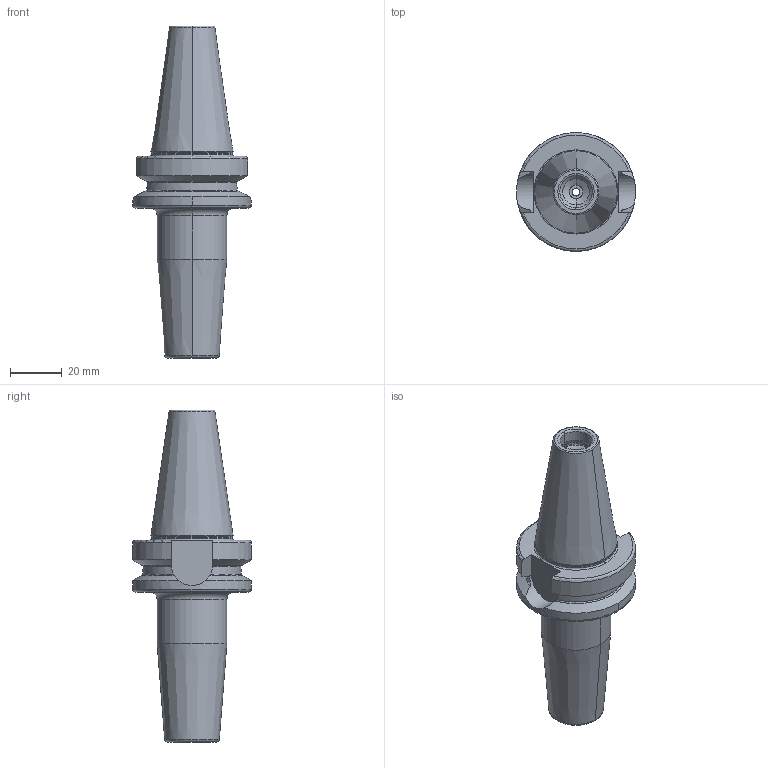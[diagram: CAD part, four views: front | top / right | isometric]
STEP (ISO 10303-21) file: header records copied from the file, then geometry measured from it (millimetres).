
FILE_DESCRIPTION((''),'2;1');
FILE_NAME('305_70_08','2020-07-21T',('101107'),(''),'CREO PARAMETRIC BY PTC INC, 2015290','CREO PARAMETRIC BY PTC INC, 2015290','');
FILE_SCHEMA(('CONFIG_CONTROL_DESIGN'));
Length unit declared in the file: millimetre
Products named in the file (1): 305_70_08
Bounding box: 46 x 46 x 128.4 mm (x, y, z)
Volume: 73513.8 mm3; surface area: 17722.3 mm2
Topology: 1 solids, 1 shells, 95 faces, 216 edges, 130 vertices
Faces by surface type: cylinder 28, torus 24, cone 22, plane 21
Entity records: 2834 total; most frequent: CARTESIAN_POINT 620, DIRECTION 492, ORIENTED_EDGE 432, EDGE_CURVE 216, AXIS2_PLACEMENT_3D 208, VERTEX_POINT 130, CIRCLE 110, EDGE_LOOP 104
